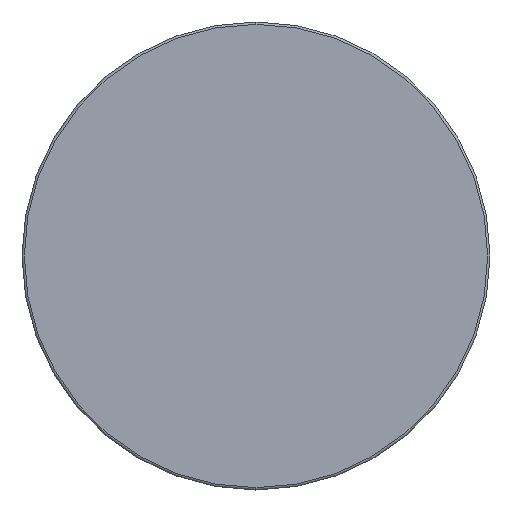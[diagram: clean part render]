
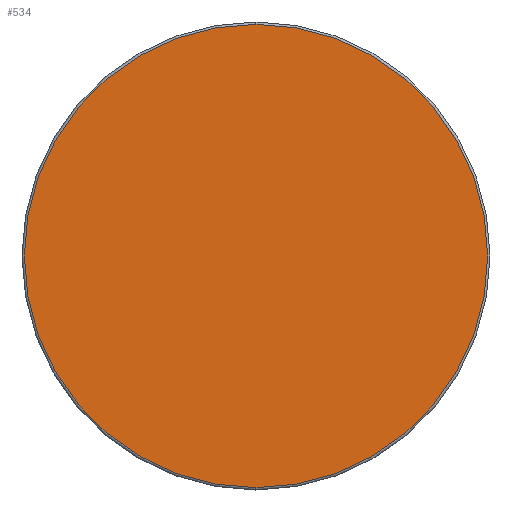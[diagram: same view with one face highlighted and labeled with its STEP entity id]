
A CAD part, left-side view. The second image highlights one B-rep face of the part: STEP entity #534.
In plain terms, the highlighted planar face has unit normal (-1, 0, 0).
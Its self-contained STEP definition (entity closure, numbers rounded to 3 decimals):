
#33 = EDGE_CURVE ( 'NONE', #54, #1191, #1121, .T. ) ;
#54 = VERTEX_POINT ( 'NONE', #1226 ) ;
#497 = EDGE_LOOP ( 'NONE', ( #1402, #1252 ) ) ;
#534 = ADVANCED_FACE ( 'NONE', ( #741 ), #711, .T. ) ;
#617 = CARTESIAN_POINT ( 'NONE',  ( -5.25, 2., 0. ) ) ;
#621 = DIRECTION ( 'NONE',  ( -1., 0., 0. ) ) ;
#697 = CARTESIAN_POINT ( 'NONE',  ( -5.25, 0.02, 0. ) ) ;
#700 = AXIS2_PLACEMENT_3D ( 'NONE', #1570, #1671, #1670 ) ;
#707 = DIRECTION ( 'NONE',  ( 0., 0., 1. ) ) ;
#709 = DIRECTION ( 'NONE',  ( -1., 0., 0. ) ) ;
#711 = PLANE ( 'NONE',  #1355 ) ;
#736 = CIRCLE ( 'NONE', #700, 1.98 ) ;
#741 = FACE_OUTER_BOUND ( 'NONE', #497, .T. ) ;
#773 = DIRECTION ( 'NONE',  ( 0., 0., 1. ) ) ;
#1036 = EDGE_CURVE ( 'NONE', #1191, #54, #736, .T. ) ;
#1121 = CIRCLE ( 'NONE', #1319, 1.98 ) ;
#1190 = CARTESIAN_POINT ( 'NONE',  ( -5.25, 2., -1.98 ) ) ;
#1191 = VERTEX_POINT ( 'NONE', #1190 ) ;
#1226 = CARTESIAN_POINT ( 'NONE',  ( -5.25, 2., 1.98 ) ) ;
#1252 = ORIENTED_EDGE ( 'NONE', *, *, #1036, .T. ) ;
#1319 = AXIS2_PLACEMENT_3D ( 'NONE', #617, #621, #773 ) ;
#1355 = AXIS2_PLACEMENT_3D ( 'NONE', #697, #709, #707 ) ;
#1402 = ORIENTED_EDGE ( 'NONE', *, *, #33, .T. ) ;
#1570 = CARTESIAN_POINT ( 'NONE',  ( -5.25, 2., 0. ) ) ;
#1670 = DIRECTION ( 'NONE',  ( 0., 0., 1. ) ) ;
#1671 = DIRECTION ( 'NONE',  ( -1., 0., 0. ) ) ;
